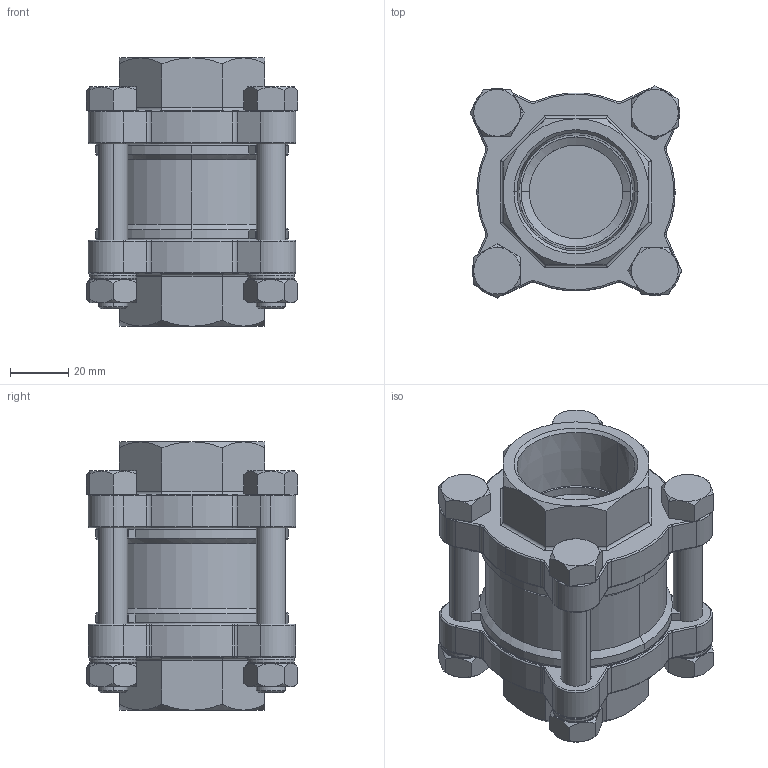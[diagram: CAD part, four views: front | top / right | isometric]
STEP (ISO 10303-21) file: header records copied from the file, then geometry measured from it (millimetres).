
FILE_DESCRIPTION (( 'STEP AP203' ), '1' );
FILE_NAME ('WA-002-S008-PN40-114-TOTAL ASSEMBLY.STEP', '2019-02-14T09:53:06', ( '' ), ( '' ), 'SwSTEP 2.0', 'SolidWorks 2012', '' );
FILE_SCHEMA (( 'CONFIG_CONTROL_DESIGN' ));
Length unit declared in the file: millimetre
Products named in the file (6): WA-002-S008-PN40-114-TOTAL ASSEMBLY; WA-002-S008-PN40-114-NUT; WA-002-S008-PN40-114-WASHER; WA-002-S008-PN40-114-BOLT; WA-002-S008-PN40-114-CAP; WA-002-S008-PN40-114-BODY
Assembly tree (15 placements, depth 2):
  WA-002-S008-PN40-114-TOTAL ASSEMBLY
    WA-002-S008-PN40-114-BODY
    WA-002-S008-PN40-114-CAP  x2
    WA-002-S008-PN40-114-BOLT  x4
    WA-002-S008-PN40-114-WASHER  x4
    WA-002-S008-PN40-114-NUT  x4
Bounding box: 72.58 x 72.58 x 92 mm (x, y, z)
Volume: 228017 mm3; surface area: 67148.6 mm2
Topology: 15 solids, 15 shells, 542 faces, 1210 edges, 710 vertices
Faces by surface type: cylinder 176, plane 134, cone 124, torus 108
Entity records: 7920 total; most frequent: CARTESIAN_POINT 1512, DIRECTION 1288, ORIENTED_EDGE 1086, AXIS2_PLACEMENT_3D 549, EDGE_CURVE 543, VERTEX_POINT 321, CIRCLE 293, EDGE_LOOP 258
